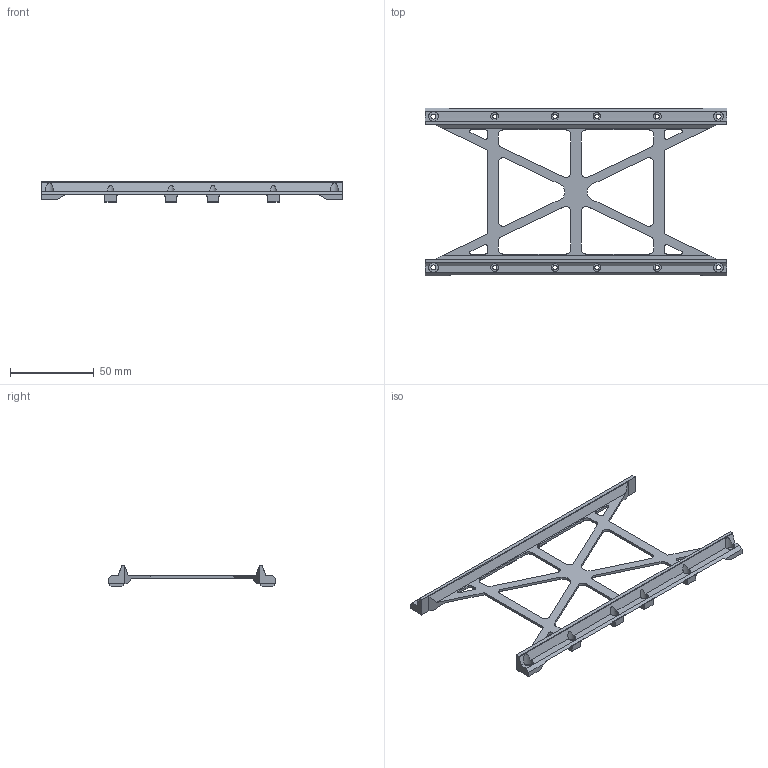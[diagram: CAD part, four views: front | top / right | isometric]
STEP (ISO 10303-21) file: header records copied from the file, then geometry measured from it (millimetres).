
FILE_DESCRIPTION (( 'STEP AP214' ), '1' );
FILE_NAME ('body_structure_center.STEP', '2020-05-14T06:46:31', ( '' ), ( '' ), 'SwSTEP 2.0', 'SolidWorks 2017', '' );
FILE_SCHEMA (( 'AUTOMOTIVE_DESIGN' ));
Length unit declared in the file: millimetre
Products named in the file (1): body_structure_center
Bounding box: 180 x 100 x 12.5 mm (x, y, z)
Volume: 21635.7 mm3; surface area: 22141.7 mm2
Topology: 1 solids, 1 shells, 245 faces, 705 edges, 470 vertices
Faces by surface type: plane 140, cylinder 105
Entity records: 8195 total; most frequent: CARTESIAN_POINT 1481, ORIENTED_EDGE 1410, DIRECTION 1391, EDGE_CURVE 705, VECTOR 471, LINE 471, VERTEX_POINT 470, AXIS2_PLACEMENT_3D 460
